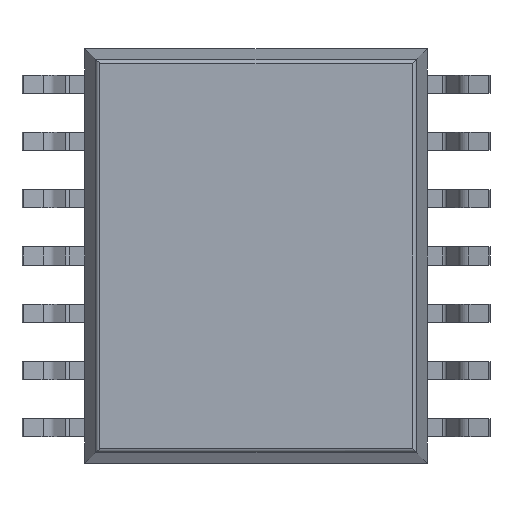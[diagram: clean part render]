
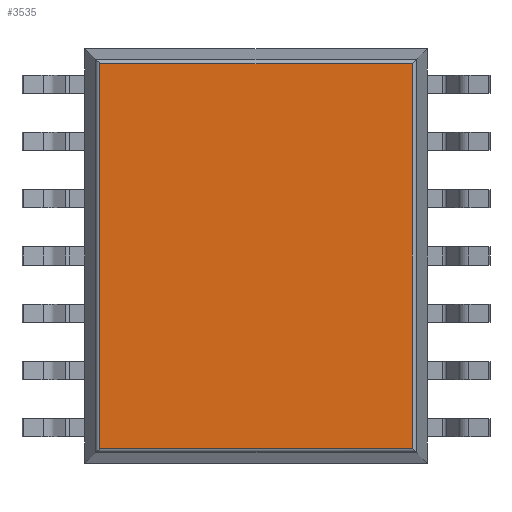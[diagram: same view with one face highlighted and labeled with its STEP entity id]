
A CAD part, front view. The second image highlights one B-rep face of the part: STEP entity #3535.
In plain terms, the highlighted planar face has unit normal (0, -1, 0).
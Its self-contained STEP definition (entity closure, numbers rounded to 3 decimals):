
#3459 = EDGE_CURVE ( 'NONE', #3462, #3463, #8856, .T. ) ;
#3461 = EDGE_CURVE ( 'NONE', #3533, #3462, #8848, .T. ) ;
#3462 = VERTEX_POINT ( 'NONE', #8844 ) ;
#3463 = VERTEX_POINT ( 'NONE', #8843 ) ;
#3468 = ORIENTED_EDGE ( 'NONE', *, *, #3469, .T. ) ;
#3469 = EDGE_CURVE ( 'NONE', #3463, #3479, #8874, .T. ) ;
#3475 = ORIENTED_EDGE ( 'NONE', *, *, #3480, .T. ) ;
#3479 = VERTEX_POINT ( 'NONE', #8910 ) ;
#3480 = EDGE_CURVE ( 'NONE', #3479, #3533, #8908, .T. ) ;
#3533 = VERTEX_POINT ( 'NONE', #9086 ) ;
#3534 = ORIENTED_EDGE ( 'NONE', *, *, #3461, .T. ) ;
#3535 = ADVANCED_FACE ( 'NONE', ( #9085 ), #9069, .T. ) ;
#3536 = EDGE_LOOP ( 'NONE', ( #3475, #3534, #3540, #3468 ) ) ;
#3540 = ORIENTED_EDGE ( 'NONE', *, *, #3459, .T. ) ;
#8843 = CARTESIAN_POINT ( 'NONE',  ( 3.459, 0.15, 4.259 ) ) ;
#8844 = CARTESIAN_POINT ( 'NONE',  ( 3.459, 0.15, -4.259 ) ) ;
#8845 = DIRECTION ( 'NONE',  ( 1., 0., 0. ) ) ;
#8846 = VECTOR ( 'NONE', #8845, 1000. ) ;
#8847 = CARTESIAN_POINT ( 'NONE',  ( -3.8, 0.15, -4.259 ) ) ;
#8848 = LINE ( 'NONE', #8847, #8846 ) ;
#8853 = DIRECTION ( 'NONE',  ( 0., 0., 1. ) ) ;
#8854 = VECTOR ( 'NONE', #8853, 1000. ) ;
#8855 = CARTESIAN_POINT ( 'NONE',  ( 3.459, 0.15, -4.6 ) ) ;
#8856 = LINE ( 'NONE', #8855, #8854 ) ;
#8871 = DIRECTION ( 'NONE',  ( -1., 0., 0. ) ) ;
#8872 = VECTOR ( 'NONE', #8871, 1000. ) ;
#8873 = CARTESIAN_POINT ( 'NONE',  ( -3.8, 0.15, 4.259 ) ) ;
#8874 = LINE ( 'NONE', #8873, #8872 ) ;
#8905 = DIRECTION ( 'NONE',  ( 0., 0., -1. ) ) ;
#8906 = VECTOR ( 'NONE', #8905, 1000. ) ;
#8907 = CARTESIAN_POINT ( 'NONE',  ( -3.459, 0.15, -4.6 ) ) ;
#8908 = LINE ( 'NONE', #8907, #8906 ) ;
#8910 = CARTESIAN_POINT ( 'NONE',  ( -3.459, 0.15, 4.259 ) ) ;
#9065 = DIRECTION ( 'NONE',  ( 0., 0., -1. ) ) ;
#9066 = DIRECTION ( 'NONE',  ( 0., -1., 0. ) ) ;
#9067 = CARTESIAN_POINT ( 'NONE',  ( -3.8, 0.15, -4.6 ) ) ;
#9068 = AXIS2_PLACEMENT_3D ( 'NONE', #9067, #9066, #9065 ) ;
#9069 = PLANE ( 'NONE',  #9068 ) ;
#9085 = FACE_OUTER_BOUND ( 'NONE', #3536, .T. ) ;
#9086 = CARTESIAN_POINT ( 'NONE',  ( -3.459, 0.15, -4.259 ) ) ;
